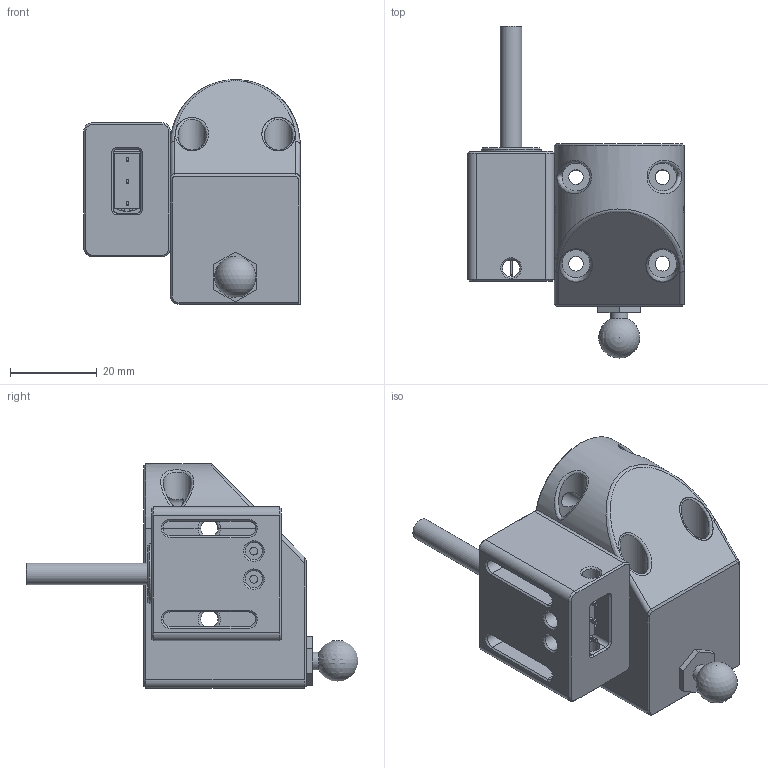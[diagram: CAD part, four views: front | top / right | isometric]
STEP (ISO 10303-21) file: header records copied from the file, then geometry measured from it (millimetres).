
FILE_DESCRIPTION(/* description */ (''),/* implementation_level */ '2;1');
FILE_NAME(/* name */ 'Z_Upper_Magneham_3-X.stp',/* time_stamp */ '2021-01-27T09:23:43-08:00',/* author */ (''),/* organization */ (''),/* preprocessor_version */ 'ST-DEVELOPER v18.1',/* originating_system */ 'Autodesk Translation Framework v9.7.0.1280',/* authorisation */ '');
FILE_SCHEMA (('AUTOMOTIVE_DESIGN { 1 0 10303 214 3 1 1 }'));
Length unit declared in the file: millimetre
Products named in the file (9): Z Upper Magneham; #15459; Component1; Z Touch Switch; Z Touch Switch_1; 2GT 16T Deflanged; D2F-5; Component1_1; 5mmx46 dowel pin
Assembly tree (8 placements, depth 4):
  Z Upper Magneham
    #15459
      Component1
    Z Touch Switch
      Z Touch Switch_1
      2GT 16T Deflanged
      D2F-5
        Component1_1
      5mmx46 dowel pin
Bounding box: 50 x 76.72 x 52 mm (x, y, z)
Volume: 59775.7 mm3; surface area: 21994 mm2
Topology: 12 solids, 12 shells, 376 faces, 991 edges, 635 vertices
Faces by surface type: cylinder 136, plane 133, cone 90, bspline 14, torus 2, sphere 1
Full cylindrical faces by diameter (mm): 1.8 x2, 2 x2, 2.927 x1, 3 x4, 3.4 x4, 4 x21, 5 x2, 6.5 x4, 10.08 x1, 13.2 x1, 13.9 x1
Entity records: 15507 total; most frequent: CARTESIAN_POINT 5809, DIRECTION 2018, ORIENTED_EDGE 1962, EDGE_CURVE 981, AXIS2_PLACEMENT_3D 796, VERTEX_POINT 635, EDGE_LOOP 442, LINE 426
